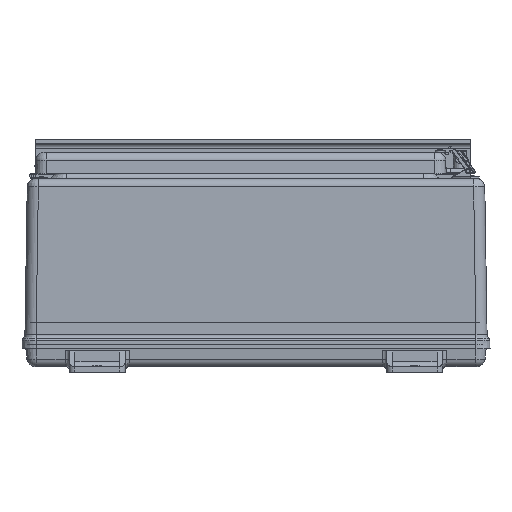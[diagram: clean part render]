
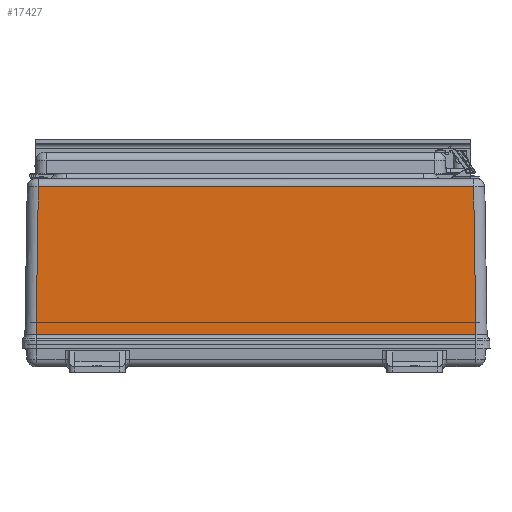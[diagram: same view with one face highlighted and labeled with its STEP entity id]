
A CAD part, front view. The second image highlights one B-rep face of the part: STEP entity #17427.
In plain terms, the highlighted planar face has unit normal (0, -1, 0.015).
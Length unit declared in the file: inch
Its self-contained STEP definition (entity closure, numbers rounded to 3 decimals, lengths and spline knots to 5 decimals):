
#824 = AXIS2_PLACEMENT_3D ( 'NONE', #13527, #28497, #3640 ) ;
#2355 = CARTESIAN_POINT ( 'NONE',  ( -9.0786, -15.13809, 6.63079 ) ) ;
#2982 = DIRECTION ( 'NONE',  ( -1., 0., 0. ) ) ;
#3640 = DIRECTION ( 'NONE',  ( 0., -0.015, -1. ) ) ;
#5091 = CARTESIAN_POINT ( 'NONE',  ( 10.55366, -15.23815, 0.15234 ) ) ;
#5260 = VECTOR ( 'NONE', #18912, 39.37008 ) ;
#5651 = EDGE_CURVE ( 'NONE', #49301, #47461, #32457, .T. ) ;
#7649 = CARTESIAN_POINT ( 'NONE',  ( 10.55597, -15.24056, -0.0037 ) ) ;
#7667 = ORIENTED_EDGE ( 'NONE', *, *, #48955, .T. ) ;
#7804 = VERTEX_POINT ( 'NONE', #16930 ) ;
#7961 = EDGE_LOOP ( 'NONE', ( #19013, #52709, #7667, #39866, #57344, #58586 ) ) ;
#10209 = DIRECTION ( 'NONE',  ( 0.015, -0.015, -1. ) ) ;
#10390 = CARTESIAN_POINT ( 'NONE',  ( -9.18099, -15.2405, 0. ) ) ;
#10391 = LINE ( 'NONE', #5091, #60096 ) ;
#12184 = DIRECTION ( 'NONE',  ( -0.015, -0.015, -1. ) ) ;
#13241 = DIRECTION ( 'NONE',  ( 0., -0.015, -1. ) ) ;
#13527 = CARTESIAN_POINT ( 'NONE',  ( -9.68095, -15.2405, 0. ) ) ;
#16930 = CARTESIAN_POINT ( 'NONE',  ( 10.55599, -15.2405, 0. ) ) ;
#17168 = VERTEX_POINT ( 'NONE', #36169 ) ;
#17427 = ADVANCED_FACE ( 'NONE', ( #47226 ), #38958, .T. ) ;
#18418 = CARTESIAN_POINT ( 'NONE',  ( -9.68095, -15.13809, 6.63079 ) ) ;
#18912 = DIRECTION ( 'NONE',  ( 0., 0.015, 1. ) ) ;
#19010 = LINE ( 'NONE', #2355, #21419 ) ;
#19013 = ORIENTED_EDGE ( 'NONE', *, *, #19967, .T. ) ;
#19967 = EDGE_CURVE ( 'NONE', #17168, #47461, #19010, .T. ) ;
#21419 = VECTOR ( 'NONE', #12184, 39.37008 ) ;
#25459 = LINE ( 'NONE', #18418, #64711 ) ;
#28497 = DIRECTION ( 'NONE',  ( 0., -1., 0.015 ) ) ;
#31030 = VERTEX_POINT ( 'NONE', #55340 ) ;
#32457 = LINE ( 'NONE', #59887, #5260 ) ;
#32921 = CARTESIAN_POINT ( 'NONE',  ( 10.4536, -15.13809, 6.63079 ) ) ;
#36169 = CARTESIAN_POINT ( 'NONE',  ( -9.0786, -15.13809, 6.63079 ) ) ;
#37148 = CARTESIAN_POINT ( 'NONE',  ( -9.18097, -15.24061, -0.0074 ) ) ;
#37891 = CARTESIAN_POINT ( 'NONE',  ( -9.68095, -15.24061, -0.0074 ) ) ;
#38958 = PLANE ( 'NONE',  #824 ) ;
#39866 = ORIENTED_EDGE ( 'NONE', *, *, #45204, .F. ) ;
#39937 = EDGE_CURVE ( 'NONE', #57157, #17168, #25459, .T. ) ;
#45204 = EDGE_CURVE ( 'NONE', #7804, #31030, #46532, .T. ) ;
#46532 = LINE ( 'NONE', #7649, #51354 ) ;
#47226 = FACE_OUTER_BOUND ( 'NONE', #7961, .T. ) ;
#47461 = VERTEX_POINT ( 'NONE', #10390 ) ;
#48955 = EDGE_CURVE ( 'NONE', #49301, #31030, #61489, .T. ) ;
#49301 = VERTEX_POINT ( 'NONE', #37148 ) ;
#51354 = VECTOR ( 'NONE', #13241, 39.37008 ) ;
#52709 = ORIENTED_EDGE ( 'NONE', *, *, #5651, .F. ) ;
#55340 = CARTESIAN_POINT ( 'NONE',  ( 10.55597, -15.24061, -0.0074 ) ) ;
#57157 = VERTEX_POINT ( 'NONE', #32921 ) ;
#57344 = ORIENTED_EDGE ( 'NONE', *, *, #60903, .F. ) ;
#58586 = ORIENTED_EDGE ( 'NONE', *, *, #39937, .T. ) ;
#59887 = CARTESIAN_POINT ( 'NONE',  ( -9.18097, -15.24056, -0.0037 ) ) ;
#60096 = VECTOR ( 'NONE', #10209, 39.37008 ) ;
#60903 = EDGE_CURVE ( 'NONE', #57157, #7804, #10391, .T. ) ;
#61489 = LINE ( 'NONE', #37891, #64655 ) ;
#63718 = DIRECTION ( 'NONE',  ( 1., 0., 0. ) ) ;
#64655 = VECTOR ( 'NONE', #63718, 39.37008 ) ;
#64711 = VECTOR ( 'NONE', #2982, 39.37008 ) ;
